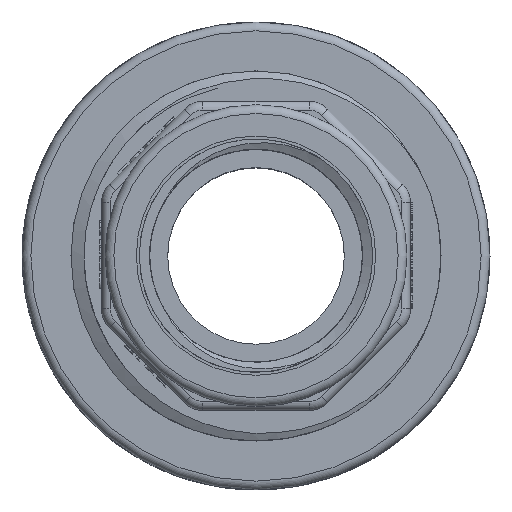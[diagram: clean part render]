
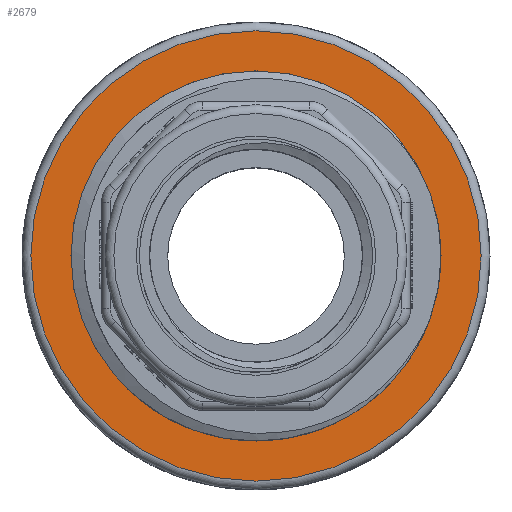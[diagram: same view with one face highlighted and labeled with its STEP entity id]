
A CAD part, top view. The second image highlights one B-rep face of the part: STEP entity #2679.
In plain terms, the highlighted planar face has unit normal (0, 0, 1).
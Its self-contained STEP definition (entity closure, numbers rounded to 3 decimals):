
#2679=ADVANCED_FACE('',(#6247,#6248),#3990,.T.);
#3990=PLANE('',#32075);
#6089=CIRCLE('',#32072,20.955);
#6090=CIRCLE('',#32074,25.5);
#6247=FACE_BOUND('',#7018,.T.);
#6248=FACE_BOUND('',#7019,.T.);
#7018=EDGE_LOOP('',(#11376));
#7019=EDGE_LOOP('',(#11377));
#11376=ORIENTED_EDGE('',*,*,#21609,.T.);
#11377=ORIENTED_EDGE('',*,*,#21608,.T.);
#18139=VERTEX_POINT('',#52389);
#18140=VERTEX_POINT('',#52936);
#21608=EDGE_CURVE('',#18139,#18139,#6089,.T.);
#21609=EDGE_CURVE('',#18140,#18140,#6090,.T.);
#32072=AXIS2_PLACEMENT_3D('',#52388,#35433,#35434);
#32074=AXIS2_PLACEMENT_3D('',#52935,#35437,#35438);
#32075=AXIS2_PLACEMENT_3D('',#52937,#35439,#35440);
#35433=DIRECTION('',(0.,0.,-1.));
#35434=DIRECTION('',(1.,0.,0.));
#35437=DIRECTION('',(0.,0.,1.));
#35438=DIRECTION('',(1.,0.,0.));
#35439=DIRECTION('',(0.,0.,1.));
#35440=DIRECTION('',(-1.,0.,0.));
#52388=CARTESIAN_POINT('',(64.,0.,20.95));
#52389=CARTESIAN_POINT('',(84.955,0.,20.95));
#52935=CARTESIAN_POINT('',(64.,0.,20.95));
#52936=CARTESIAN_POINT('',(89.5,0.,20.95));
#52937=CARTESIAN_POINT('',(64.,0.,20.95));
